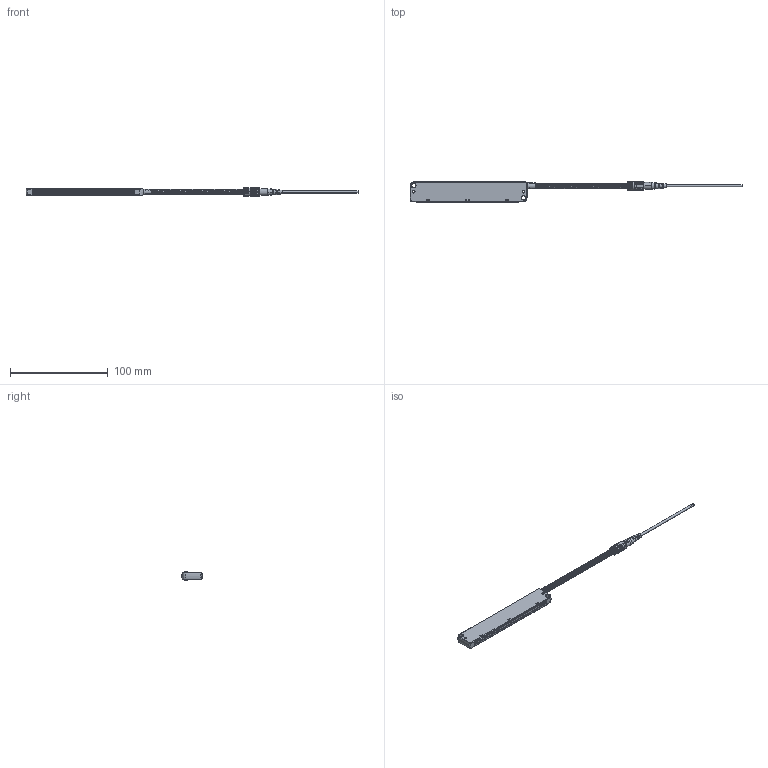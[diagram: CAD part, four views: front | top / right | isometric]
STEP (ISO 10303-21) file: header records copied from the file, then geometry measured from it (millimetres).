
FILE_DESCRIPTION((''),'2;1');
FILE_NAME('199250_ASM','2017-03-30T',('pdmadmin'),('BANNER ENGINEERING'),'CREO PARAMETRIC BY PTC INC, 2016260','CREO PARAMETRIC BY PTC INC, 2016260','');
FILE_SCHEMA(('CONFIG_CONTROL_DESIGN'));
Length unit declared in the file: millimetre
Products named in the file (13): 01_33; 02_26; 3_4_801976; 4_9; PRT0001_2; 05_35; 8_27; 7_9; PRT0002_1_AF0; ASM0002_ASM_38_AF0_ASM; PT-100ML_ASM; 801976_ASM; 199250_ASM
Assembly tree (12 placements, depth 5):
  199250_ASM
    801976_ASM
      PT-100ML_ASM
        ASM0002_ASM_38_AF0_ASM
          01_33
          02_26
          3_4_801976
          4_9
          PRT0001_2
          05_35
          8_27
          7_9
          PRT0002_1_AF0
Bounding box: 339.63 x 21.5 x 9 mm (x, y, z)
Volume: 12080.5 mm3; surface area: 23943.8 mm2
Topology: 9 solids, 9 shells, 2632 faces, 6885 edges, 4192 vertices
Faces by surface type: plane 2089, bspline 240, cylinder 221, cone 53, torus 28, extrusion 1
Entity records: 107760 total; most frequent: CARTESIAN_POINT 45140, ORIENTED_EDGE 13770, DIRECTION 11388, EDGE_CURVE 6885, VECTOR 5626, LINE 5625, VERTEX_POINT 4192, AXIS2_PLACEMENT_3D 2881
